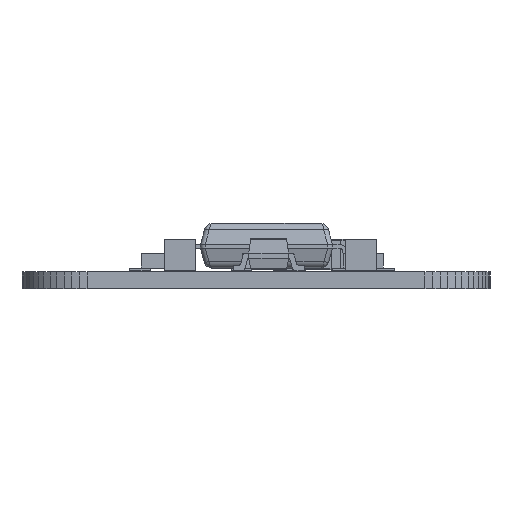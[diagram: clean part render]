
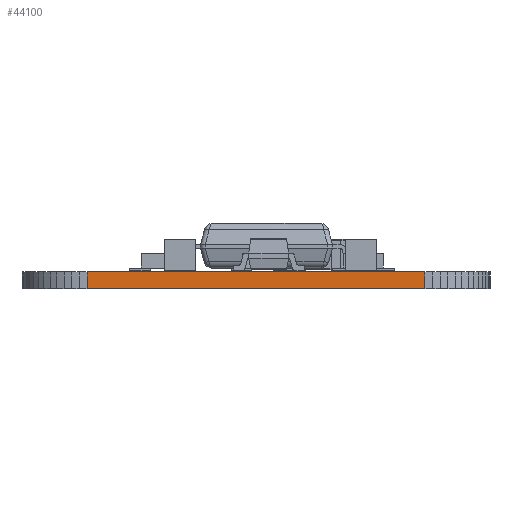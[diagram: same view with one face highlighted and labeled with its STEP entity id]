
A CAD part, front view. The second image highlights one B-rep face of the part: STEP entity #44100.
In plain terms, the highlighted planar face has unit normal (0, -1, 0).
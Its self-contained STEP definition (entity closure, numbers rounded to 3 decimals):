
#36389 = PLANE('',#36390);
#36390 = AXIS2_PLACEMENT_3D('',#36391,#36392,#36393);
#36391 = CARTESIAN_POINT('',(7.62,-23.95,0.68));
#36392 = DIRECTION('',(-0.,-0.,-1.));
#36393 = DIRECTION('',(-1.,0.,0.));
#36443 = PLANE('',#36444);
#36444 = AXIS2_PLACEMENT_3D('',#36445,#36446,#36447);
#36445 = CARTESIAN_POINT('',(7.62,-23.95,0.));
#36446 = DIRECTION('',(-0.,-0.,-1.));
#36447 = DIRECTION('',(-1.,0.,0.));
#37280 = VERTEX_POINT('',#37281);
#37281 = CARTESIAN_POINT('',(14.404,-50.874,0.));
#37295 = PLANE('',#37296);
#37296 = AXIS2_PLACEMENT_3D('',#37297,#37298,#37299);
#37297 = CARTESIAN_POINT('',(14.719,-50.855,0.));
#37298 = DIRECTION('',(0.06,-0.998,0.));
#37299 = DIRECTION('',(-0.998,-0.06,0.));
#37307 = EDGE_CURVE('',#37280,#37308,#37310,.T.);
#37308 = VERTEX_POINT('',#37309);
#37309 = CARTESIAN_POINT('',(0.836,-50.874,0.));
#37310 = SURFACE_CURVE('',#37311,(#37315,#37322),.PCURVE_S1.);
#37311 = LINE('',#37312,#37313);
#37312 = CARTESIAN_POINT('',(14.404,-50.874,0.));
#37313 = VECTOR('',#37314,1.);
#37314 = DIRECTION('',(-1.,0.,0.));
#37315 = PCURVE('',#36443,#37316);
#37316 = DEFINITIONAL_REPRESENTATION('',(#37317),#37321);
#37317 = LINE('',#37318,#37319);
#37318 = CARTESIAN_POINT('',(-6.784,-26.924));
#37319 = VECTOR('',#37320,1.);
#37320 = DIRECTION('',(1.,0.));
#37321 = ( GEOMETRIC_REPRESENTATION_CONTEXT(2) 
PARAMETRIC_REPRESENTATION_CONTEXT() REPRESENTATION_CONTEXT('2D SPACE',''
  ) );
#37322 = PCURVE('',#37323,#37328);
#37323 = PLANE('',#37324);
#37324 = AXIS2_PLACEMENT_3D('',#37325,#37326,#37327);
#37325 = CARTESIAN_POINT('',(14.404,-50.874,0.));
#37326 = DIRECTION('',(0.,-1.,0.));
#37327 = DIRECTION('',(-1.,0.,0.));
#37328 = DEFINITIONAL_REPRESENTATION('',(#37329),#37333);
#37329 = LINE('',#37330,#37331);
#37330 = CARTESIAN_POINT('',(0.,0.));
#37331 = VECTOR('',#37332,1.);
#37332 = DIRECTION('',(1.,0.));
#37333 = ( GEOMETRIC_REPRESENTATION_CONTEXT(2) 
PARAMETRIC_REPRESENTATION_CONTEXT() REPRESENTATION_CONTEXT('2D SPACE',''
  ) );
#37351 = PLANE('',#37352);
#37352 = AXIS2_PLACEMENT_3D('',#37353,#37354,#37355);
#37353 = CARTESIAN_POINT('',(0.836,-50.874,0.));
#37354 = DIRECTION('',(-0.06,-0.998,0.));
#37355 = DIRECTION('',(-0.998,0.06,0.));
#40491 = VERTEX_POINT('',#40492);
#40492 = CARTESIAN_POINT('',(14.404,-50.874,0.68));
#40513 = EDGE_CURVE('',#40491,#40514,#40516,.T.);
#40514 = VERTEX_POINT('',#40515);
#40515 = CARTESIAN_POINT('',(0.836,-50.874,0.68));
#40516 = SURFACE_CURVE('',#40517,(#40521,#40528),.PCURVE_S1.);
#40517 = LINE('',#40518,#40519);
#40518 = CARTESIAN_POINT('',(14.404,-50.874,0.68));
#40519 = VECTOR('',#40520,1.);
#40520 = DIRECTION('',(-1.,0.,0.));
#40521 = PCURVE('',#36389,#40522);
#40522 = DEFINITIONAL_REPRESENTATION('',(#40523),#40527);
#40523 = LINE('',#40524,#40525);
#40524 = CARTESIAN_POINT('',(-6.784,-26.924));
#40525 = VECTOR('',#40526,1.);
#40526 = DIRECTION('',(1.,0.));
#40527 = ( GEOMETRIC_REPRESENTATION_CONTEXT(2) 
PARAMETRIC_REPRESENTATION_CONTEXT() REPRESENTATION_CONTEXT('2D SPACE',''
  ) );
#40528 = PCURVE('',#37323,#40529);
#40529 = DEFINITIONAL_REPRESENTATION('',(#40530),#40534);
#40530 = LINE('',#40531,#40532);
#40531 = CARTESIAN_POINT('',(0.,-0.68));
#40532 = VECTOR('',#40533,1.);
#40533 = DIRECTION('',(1.,0.));
#40534 = ( GEOMETRIC_REPRESENTATION_CONTEXT(2) 
PARAMETRIC_REPRESENTATION_CONTEXT() REPRESENTATION_CONTEXT('2D SPACE',''
  ) );
#44052 = EDGE_CURVE('',#37280,#40491,#44053,.T.);
#44053 = SURFACE_CURVE('',#44054,(#44058,#44065),.PCURVE_S1.);
#44054 = LINE('',#44055,#44056);
#44055 = CARTESIAN_POINT('',(14.404,-50.874,0.));
#44056 = VECTOR('',#44057,1.);
#44057 = DIRECTION('',(0.,0.,1.));
#44058 = PCURVE('',#37295,#44059);
#44059 = DEFINITIONAL_REPRESENTATION('',(#44060),#44064);
#44060 = LINE('',#44061,#44062);
#44061 = CARTESIAN_POINT('',(0.316,0.));
#44062 = VECTOR('',#44063,1.);
#44063 = DIRECTION('',(0.,-1.));
#44064 = ( GEOMETRIC_REPRESENTATION_CONTEXT(2) 
PARAMETRIC_REPRESENTATION_CONTEXT() REPRESENTATION_CONTEXT('2D SPACE',''
  ) );
#44065 = PCURVE('',#37323,#44066);
#44066 = DEFINITIONAL_REPRESENTATION('',(#44067),#44071);
#44067 = LINE('',#44068,#44069);
#44068 = CARTESIAN_POINT('',(0.,0.));
#44069 = VECTOR('',#44070,1.);
#44070 = DIRECTION('',(0.,-1.));
#44071 = ( GEOMETRIC_REPRESENTATION_CONTEXT(2) 
PARAMETRIC_REPRESENTATION_CONTEXT() REPRESENTATION_CONTEXT('2D SPACE',''
  ) );
#44100 = ADVANCED_FACE('',(#44101),#37323,.T.);
#44101 = FACE_BOUND('',#44102,.T.);
#44102 = EDGE_LOOP('',(#44103,#44104,#44105,#44126));
#44103 = ORIENTED_EDGE('',*,*,#44052,.T.);
#44104 = ORIENTED_EDGE('',*,*,#40513,.T.);
#44105 = ORIENTED_EDGE('',*,*,#44106,.F.);
#44106 = EDGE_CURVE('',#37308,#40514,#44107,.T.);
#44107 = SURFACE_CURVE('',#44108,(#44112,#44119),.PCURVE_S1.);
#44108 = LINE('',#44109,#44110);
#44109 = CARTESIAN_POINT('',(0.836,-50.874,0.));
#44110 = VECTOR('',#44111,1.);
#44111 = DIRECTION('',(0.,0.,1.));
#44112 = PCURVE('',#37323,#44113);
#44113 = DEFINITIONAL_REPRESENTATION('',(#44114),#44118);
#44114 = LINE('',#44115,#44116);
#44115 = CARTESIAN_POINT('',(13.569,0.));
#44116 = VECTOR('',#44117,1.);
#44117 = DIRECTION('',(0.,-1.));
#44118 = ( GEOMETRIC_REPRESENTATION_CONTEXT(2) 
PARAMETRIC_REPRESENTATION_CONTEXT() REPRESENTATION_CONTEXT('2D SPACE',''
  ) );
#44119 = PCURVE('',#37351,#44120);
#44120 = DEFINITIONAL_REPRESENTATION('',(#44121),#44125);
#44121 = LINE('',#44122,#44123);
#44122 = CARTESIAN_POINT('',(0.,0.));
#44123 = VECTOR('',#44124,1.);
#44124 = DIRECTION('',(0.,-1.));
#44125 = ( GEOMETRIC_REPRESENTATION_CONTEXT(2) 
PARAMETRIC_REPRESENTATION_CONTEXT() REPRESENTATION_CONTEXT('2D SPACE',''
  ) );
#44126 = ORIENTED_EDGE('',*,*,#37307,.F.);
